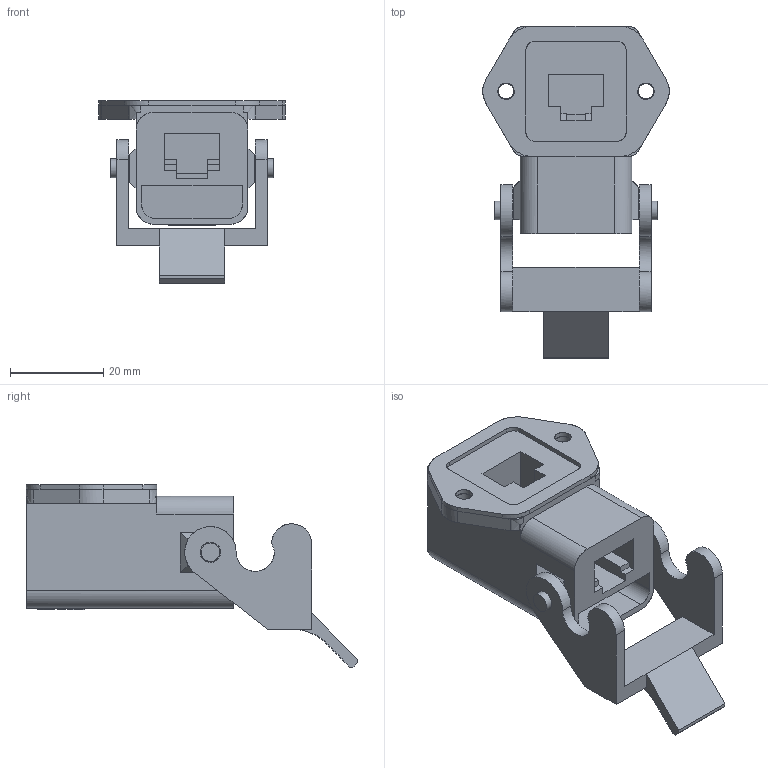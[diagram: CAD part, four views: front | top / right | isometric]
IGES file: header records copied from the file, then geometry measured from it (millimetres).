
Global section: file name: 09_45_IP67_plastic_data_3A_angled__panel_feed_through.igs; preprocessor: I-DEAS 3D IGES Translator 10; date: 20060103.111250; units: millimetre
Bounding box: 39.99 x 71.1 x 39.17 mm (x, y, z)
Volume: 3264.4 mm3; surface area: 11566.2 mm2
Topology: 1 solids, 1 shells, 313 faces, 1728 edges, 1763 vertices
Faces by surface type: bspline 313
